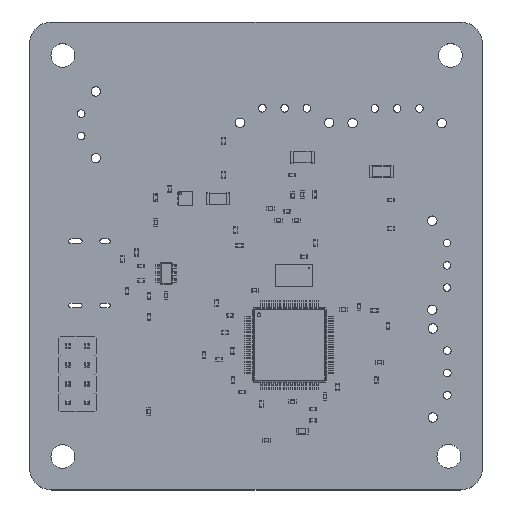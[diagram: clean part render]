
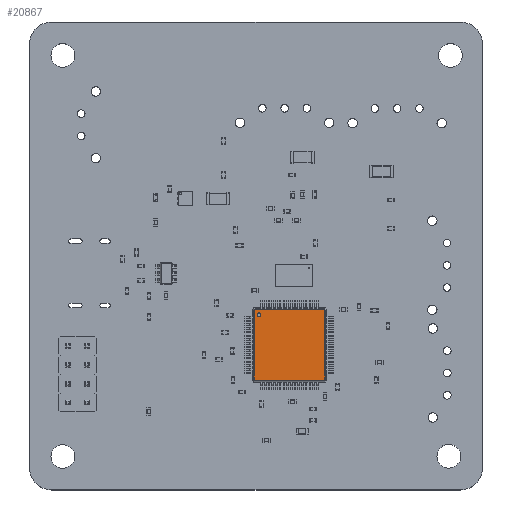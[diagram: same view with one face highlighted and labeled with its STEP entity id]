
A CAD part, top view. The second image highlights one B-rep face of the part: STEP entity #20867.
In plain terms, the highlighted planar face has unit normal (0, 0, 1).
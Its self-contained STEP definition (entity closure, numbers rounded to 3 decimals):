
#13856 = VERTEX_POINT('',#13857);
#13857 = CARTESIAN_POINT('',(-4.702,4.746,1.5));
#14150 = EDGE_CURVE('',#13856,#14151,#14153,.T.);
#14151 = VERTEX_POINT('',#14152);
#14152 = CARTESIAN_POINT('',(4.702,4.746,1.5));
#14153 = B_SPLINE_CURVE_WITH_KNOTS('',2,(#14154,#14155,#14156,#14157,
    #14158),.UNSPECIFIED.,.F.,.F.,(3,1,1,3),(-0.503,
    -0.04,9.477,9.939),.UNSPECIFIED.);
#14154 = CARTESIAN_POINT('',(-5.221,4.746,1.5));
#14155 = CARTESIAN_POINT('',(-4.99,4.746,1.5));
#14156 = CARTESIAN_POINT('',(0.,4.746,1.5));
#14157 = CARTESIAN_POINT('',(4.99,4.746,1.5));
#14158 = CARTESIAN_POINT('',(5.221,4.746,1.5));
#20227 = EDGE_CURVE('',#14151,#20228,#20230,.T.);
#20228 = VERTEX_POINT('',#20229);
#20229 = CARTESIAN_POINT('',(4.746,4.702,1.5));
#20230 = B_SPLINE_CURVE_WITH_KNOTS('',2,(#20231,#20232,#20233,#20234,
    #20235),.UNSPECIFIED.,.F.,.F.,(3,1,1,3),(-0.216,
    -0.04,0.137,0.313),.UNSPECIFIED.);
#20231 = CARTESIAN_POINT('',(4.537,4.911,1.5));
#20232 = CARTESIAN_POINT('',(4.6,4.849,1.5));
#20233 = CARTESIAN_POINT('',(4.724,4.724,1.5));
#20234 = CARTESIAN_POINT('',(4.849,4.6,1.5));
#20235 = CARTESIAN_POINT('',(4.911,4.537,1.5));
#20551 = VERTEX_POINT('',#20552);
#20552 = CARTESIAN_POINT('',(-4.746,4.702,1.5));
#20842 = EDGE_CURVE('',#20551,#13856,#20843,.T.);
#20843 = B_SPLINE_CURVE_WITH_KNOTS('',2,(#20844,#20845,#20846,#20847,
    #20848),.UNSPECIFIED.,.F.,.F.,(3,1,1,3),(-0.216,
    -0.04,0.137,0.313),.UNSPECIFIED.);
#20844 = CARTESIAN_POINT('',(-4.911,4.537,1.5));
#20845 = CARTESIAN_POINT('',(-4.849,4.6,1.5));
#20846 = CARTESIAN_POINT('',(-4.724,4.724,1.5));
#20847 = CARTESIAN_POINT('',(-4.6,4.849,1.5));
#20848 = CARTESIAN_POINT('',(-4.537,4.911,1.5));
#20867 = ADVANCED_FACE('',(#20868,#20921),#20932,.T.);
#20868 = FACE_BOUND('',#20869,.T.);
#20869 = EDGE_LOOP('',(#20870,#20871,#20872,#20882,#20892,#20902,#20912,
    #20920));
#20870 = ORIENTED_EDGE('',*,*,#14150,.F.);
#20871 = ORIENTED_EDGE('',*,*,#20842,.F.);
#20872 = ORIENTED_EDGE('',*,*,#20873,.F.);
#20873 = EDGE_CURVE('',#20874,#20551,#20876,.T.);
#20874 = VERTEX_POINT('',#20875);
#20875 = CARTESIAN_POINT('',(-4.746,-4.702,1.5));
#20876 = B_SPLINE_CURVE_WITH_KNOTS('',2,(#20877,#20878,#20879,#20880,
    #20881),.UNSPECIFIED.,.F.,.F.,(3,1,1,3),(-0.503,
    -0.04,9.477,9.939),.UNSPECIFIED.);
#20877 = CARTESIAN_POINT('',(-4.746,-5.221,1.5));
#20878 = CARTESIAN_POINT('',(-4.746,-4.99,1.5));
#20879 = CARTESIAN_POINT('',(-4.746,0.,1.5));
#20880 = CARTESIAN_POINT('',(-4.746,4.99,1.5));
#20881 = CARTESIAN_POINT('',(-4.746,5.221,1.5));
#20882 = ORIENTED_EDGE('',*,*,#20883,.F.);
#20883 = EDGE_CURVE('',#20884,#20874,#20886,.T.);
#20884 = VERTEX_POINT('',#20885);
#20885 = CARTESIAN_POINT('',(-4.702,-4.746,1.5));
#20886 = B_SPLINE_CURVE_WITH_KNOTS('',2,(#20887,#20888,#20889,#20890,
    #20891),.UNSPECIFIED.,.F.,.F.,(3,1,1,3),(-0.216,
    -0.04,0.137,0.313),.UNSPECIFIED.);
#20887 = CARTESIAN_POINT('',(-4.537,-4.911,1.5));
#20888 = CARTESIAN_POINT('',(-4.6,-4.849,1.5));
#20889 = CARTESIAN_POINT('',(-4.724,-4.724,1.5));
#20890 = CARTESIAN_POINT('',(-4.849,-4.6,1.5));
#20891 = CARTESIAN_POINT('',(-4.911,-4.537,1.5));
#20892 = ORIENTED_EDGE('',*,*,#20893,.F.);
#20893 = EDGE_CURVE('',#20894,#20884,#20896,.T.);
#20894 = VERTEX_POINT('',#20895);
#20895 = CARTESIAN_POINT('',(4.702,-4.746,1.5));
#20896 = B_SPLINE_CURVE_WITH_KNOTS('',2,(#20897,#20898,#20899,#20900,
    #20901),.UNSPECIFIED.,.F.,.F.,(3,1,1,3),(-0.503,
    -0.04,9.477,9.939),.UNSPECIFIED.);
#20897 = CARTESIAN_POINT('',(5.221,-4.746,1.5));
#20898 = CARTESIAN_POINT('',(4.99,-4.746,1.5));
#20899 = CARTESIAN_POINT('',(0.,-4.746,1.5));
#20900 = CARTESIAN_POINT('',(-4.99,-4.746,1.5));
#20901 = CARTESIAN_POINT('',(-5.221,-4.746,1.5));
#20902 = ORIENTED_EDGE('',*,*,#20903,.F.);
#20903 = EDGE_CURVE('',#20904,#20894,#20906,.T.);
#20904 = VERTEX_POINT('',#20905);
#20905 = CARTESIAN_POINT('',(4.746,-4.702,1.5));
#20906 = B_SPLINE_CURVE_WITH_KNOTS('',2,(#20907,#20908,#20909,#20910,
    #20911),.UNSPECIFIED.,.F.,.F.,(3,1,1,3),(-0.216,
    -0.04,0.137,0.313),.UNSPECIFIED.);
#20907 = CARTESIAN_POINT('',(4.911,-4.537,1.5));
#20908 = CARTESIAN_POINT('',(4.849,-4.6,1.5));
#20909 = CARTESIAN_POINT('',(4.724,-4.724,1.5));
#20910 = CARTESIAN_POINT('',(4.6,-4.849,1.5));
#20911 = CARTESIAN_POINT('',(4.537,-4.911,1.5));
#20912 = ORIENTED_EDGE('',*,*,#20913,.F.);
#20913 = EDGE_CURVE('',#20228,#20904,#20914,.T.);
#20914 = B_SPLINE_CURVE_WITH_KNOTS('',2,(#20915,#20916,#20917,#20918,
    #20919),.UNSPECIFIED.,.F.,.F.,(3,1,1,3),(-0.503,
    -0.04,9.477,9.939),.UNSPECIFIED.);
#20915 = CARTESIAN_POINT('',(4.746,5.221,1.5));
#20916 = CARTESIAN_POINT('',(4.746,4.99,1.5));
#20917 = CARTESIAN_POINT('',(4.746,0.,1.5));
#20918 = CARTESIAN_POINT('',(4.746,-4.99,1.5));
#20919 = CARTESIAN_POINT('',(4.746,-5.221,1.5));
#20920 = ORIENTED_EDGE('',*,*,#20227,.F.);
#20921 = FACE_BOUND('',#20922,.T.);
#20922 = EDGE_LOOP('',(#20923));
#20923 = ORIENTED_EDGE('',*,*,#20924,.F.);
#20924 = EDGE_CURVE('',#20925,#20925,#20927,.T.);
#20925 = VERTEX_POINT('',#20926);
#20926 = CARTESIAN_POINT('',(-4.087,3.837,1.5));
#20927 = CIRCLE('',#20928,0.25);
#20928 = AXIS2_PLACEMENT_3D('',#20929,#20930,#20931);
#20929 = CARTESIAN_POINT('',(-4.087,4.087,1.5));
#20930 = DIRECTION('',(-0.,0.,1.));
#20931 = DIRECTION('',(0.,-1.,0.));
#20932 = PLANE('',#20933);
#20933 = AXIS2_PLACEMENT_3D('',#20934,#20935,#20936);
#20934 = CARTESIAN_POINT('',(-4.718,4.787,1.5));
#20935 = DIRECTION('',(0.,0.,1.));
#20936 = DIRECTION('',(0.702,-0.712,0.));
